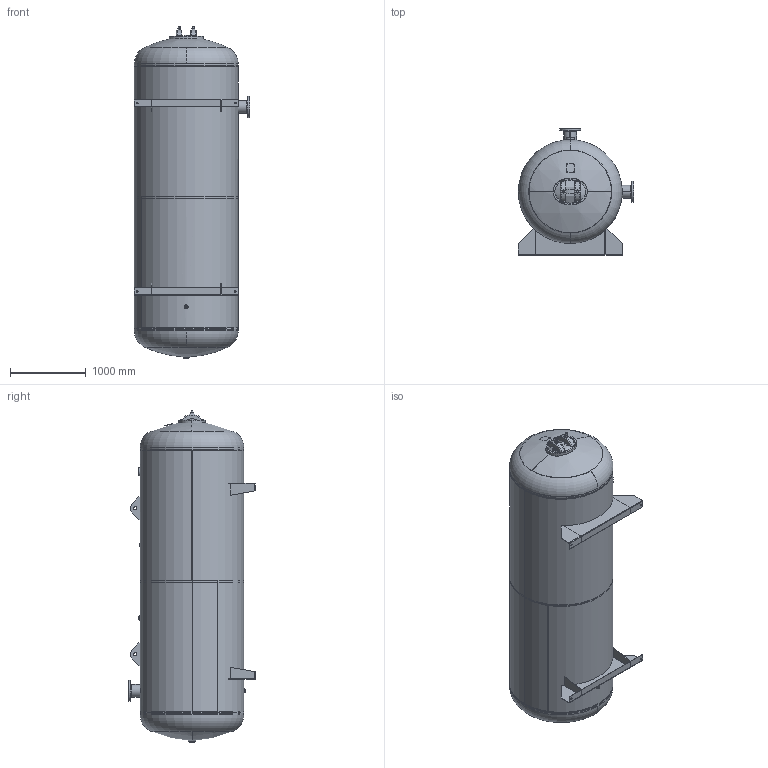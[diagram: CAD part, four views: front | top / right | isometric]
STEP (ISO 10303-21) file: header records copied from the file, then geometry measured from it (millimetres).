
FILE_DESCRIPTION (( 'STEP AP203' ), '1' );
FILE_NAME ('302496.STEP', '2012-03-06T13:46:15', ( '' ), ( '' ), 'SwSTEP 2.0', 'SolidWorks 2011', '' );
FILE_SCHEMA (( 'CONFIG_CONTROL_DESIGN' ));
Length unit declared in the file: inch
Products named in the file (1): 302496
Bounding box: 1524 x 1676.4 x 4387.75 mm (x, y, z)
Surface area: 39466670 mm2 (no closed solid volume)
Topology: 0 solids, 36 shells, 310 faces, 929 edges, 646 vertices
Faces by surface type: cylinder 121, plane 113, torus 52, bspline 18, sphere 6
Entity records: 16615 total; most frequent: CARTESIAN_POINT 8264, DIRECTION 1793, ORIENTED_EDGE 1502, EDGE_CURVE 929, AXIS2_PLACEMENT_3D 700, VERTEX_POINT 646, CIRCLE 407, VECTOR 393
